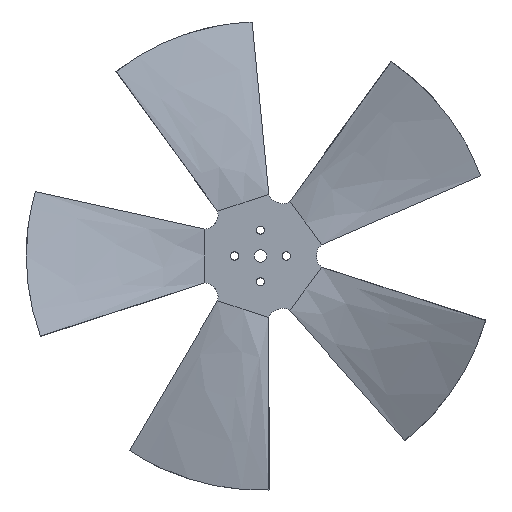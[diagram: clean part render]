
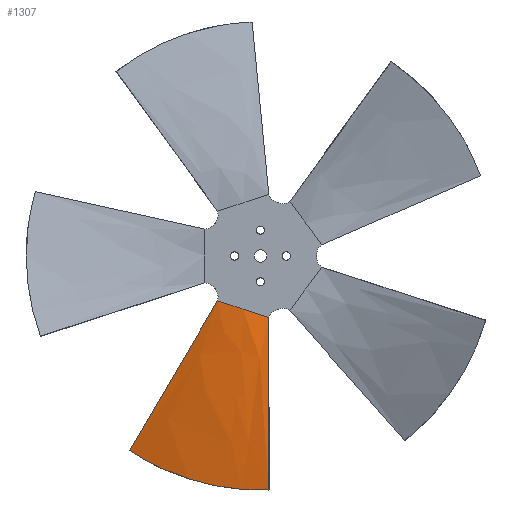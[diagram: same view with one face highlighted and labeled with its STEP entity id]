
A CAD part, top view. The second image highlights one B-rep face of the part: STEP entity #1307.
In plain terms, the highlighted free-form (B-spline) face has degree [3, 3] with [6, 4] control points.
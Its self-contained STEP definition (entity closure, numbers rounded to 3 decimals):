
#98=DIRECTION('',(0.951,-0.309,0.));
#99=VECTOR('',#98,13.25);
#100=CARTESIAN_POINT('',(-8.498,-26.154,0.5));
#101=LINE('',#100,#99);
#102=DIRECTION('',(0.951,-0.309,0.));
#103=VECTOR('',#102,1.542);
#104=CARTESIAN_POINT('',(-9.965,-25.678,0.5));
#105=LINE('',#104,#103);
#106=DIRECTION('',(0.951,-0.309,0.));
#107=VECTOR('',#106,11.708);
#108=CARTESIAN_POINT('',(-21.099,-22.06,0.5));
#109=LINE('',#108,#107);
#253=DIRECTION('',(0.502,0.853,0.146));
#254=VECTOR('',#253,85.998);
#255=CARTESIAN_POINT('',(-64.24,-95.384,
-12.07));
#256=LINE('',#255,#254);
#257=CARTESIAN_POINT('',(-35.537,-109.371,
0.431));
#258=CARTESIAN_POINT('',(-38.97,-108.256,
-1.027));
#259=CARTESIAN_POINT('',(-45.688,-105.716,
-3.923));
#260=CARTESIAN_POINT('',(-55.283,-101.027,
-8.131));
#261=CARTESIAN_POINT('',(-61.319,-97.352,
-10.789));
#262=CARTESIAN_POINT('',(-64.24,-95.384,
-12.07));
#264=CARTESIAN_POINT('',(4.01,-114.93,15.903));
#265=CARTESIAN_POINT('',(-0.38,-115.083,
14.381));
#266=CARTESIAN_POINT('',(-9.207,-114.888,11.158));
#267=CARTESIAN_POINT('',(-22.462,-113.052,5.92));
#268=CARTESIAN_POINT('',(-31.208,-110.778,2.27));
#269=CARTESIAN_POINT('',(-35.537,-109.371,
0.431));
#276=CARTESIAN_POINT('',(4.01,-114.93,15.903));
#299=DIRECTION('',(0.001,0.984,-0.179));
#300=VECTOR('',#299,86.071);
#301=CARTESIAN_POINT('',(4.01,-114.93,15.903));
#302=LINE('',#301,#300);
#788=VERTEX_POINT('',#257);
#789=VERTEX_POINT('',#262);
#793=VERTEX_POINT('',#276);
#850=CARTESIAN_POINT('',(4.104,-30.249,0.5));
#851=VERTEX_POINT('',#850);
#852=CARTESIAN_POINT('',(-21.099,-22.06,0.5));
#853=VERTEX_POINT('',#852);
#908=CARTESIAN_POINT('',(-8.498,-26.154,0.5));
#909=VERTEX_POINT('',#908);
#910=CARTESIAN_POINT('',(-9.965,-25.678,0.5));
#911=VERTEX_POINT('',#910);
#1272=CARTESIAN_POINT('',(-20.677,-20.357,
0.777));
#1273=CARTESIAN_POINT('',(-36.745,-47.03,
-4.021));
#1274=CARTESIAN_POINT('',(-52.813,-73.704,
-8.819));
#1275=CARTESIAN_POINT('',(-68.88,-100.378,
-13.617));
#1276=CARTESIAN_POINT('',(-20.515,-20.41,
0.773));
#1277=CARTESIAN_POINT('',(-36.478,-47.117,
-3.956));
#1278=CARTESIAN_POINT('',(-52.441,-73.825,
-8.684));
#1279=CARTESIAN_POINT('',(-68.404,-100.532,
-13.413));
#1280=CARTESIAN_POINT('',(-12.254,-23.094,
0.569));
#1281=CARTESIAN_POINT('',(-22.873,-51.538,
-0.627));
#1282=CARTESIAN_POINT('',(-33.492,-79.982,
-1.823));
#1283=CARTESIAN_POINT('',(-44.111,-108.426,
-3.02));
#1284=CARTESIAN_POINT('',(-3.831,-25.83,
0.361));
#1285=CARTESIAN_POINT('',(-9.001,-56.045,
2.767));
#1286=CARTESIAN_POINT('',(-14.171,-86.259,
5.172));
#1287=CARTESIAN_POINT('',(-19.341,-116.474,
7.577));
#1288=CARTESIAN_POINT('',(4.43,-28.514,
0.157));
#1289=CARTESIAN_POINT('',(4.604,-60.465,6.095));
#1290=CARTESIAN_POINT('',(4.778,-92.416,12.033));
#1291=CARTESIAN_POINT('',(4.952,-124.367,17.97));
#1292=CARTESIAN_POINT('',(4.591,-28.567,
0.153));
#1293=CARTESIAN_POINT('',(4.871,-60.552,6.16));
#1294=CARTESIAN_POINT('',(5.15,-92.537,12.167));
#1295=CARTESIAN_POINT('',(5.429,-124.522,18.174));
#1296=B_SPLINE_SURFACE_WITH_KNOTS('',3,3,((#1272,#1273,#1274,#1275),(#1276,
#1277,#1278,#1279),(#1280,#1281,#1282,#1283),(#1284,#1285,#1286,#1287),(#1288,
#1289,#1290,#1291),(#1292,#1293,#1294,#1295)),.UNSPECIFIED.,.F.,.F.,.F.,(4,1,1,
4),(4,4),(-0.02,0.,1.,1.02),(-0.02,1.02),.UNSPECIFIED.);
#1297=ORIENTED_EDGE('',*,*,#1260,.T.);
#1298=ORIENTED_EDGE('',*,*,#1258,.T.);
#1299=ORIENTED_EDGE('',*,*,#1248,.T.);
#1300=ORIENTED_EDGE('',*,*,#1045,.T.);
#1301=ORIENTED_EDGE('',*,*,#1043,.T.);
#1302=ORIENTED_EDGE('',*,*,#1041,.T.);
#1304=ORIENTED_EDGE('',*,*,#1303,.F.);
#1305=EDGE_LOOP('',(#1297,#1298,#1299,#1300,#1301,#1302,#1304));
#1306=FACE_OUTER_BOUND('',#1305,.F.);
#1307=ADVANCED_FACE('',(#1306),#1296,.F.);
#263=B_SPLINE_CURVE_WITH_KNOTS('',3,(#257,#258,#259,#260,#261,#262),
.UNSPECIFIED.,.F.,.F.,(4,1,1,4),(0.,0.333,0.667,1.),
.UNSPECIFIED.);
#270=B_SPLINE_CURVE_WITH_KNOTS('',3,(#264,#265,#266,#267,#268,#269),
.UNSPECIFIED.,.F.,.F.,(4,1,1,4),(0.,0.333,0.667,1.),
.UNSPECIFIED.);
#1041=EDGE_CURVE('',#909,#851,#101,.T.);
#1043=EDGE_CURVE('',#911,#909,#105,.T.);
#1045=EDGE_CURVE('',#853,#911,#109,.T.);
#1248=EDGE_CURVE('',#789,#853,#256,.T.);
#1258=EDGE_CURVE('',#788,#789,#263,.T.);
#1260=EDGE_CURVE('',#793,#788,#270,.T.);
#1303=EDGE_CURVE('',#793,#851,#302,.T.);
